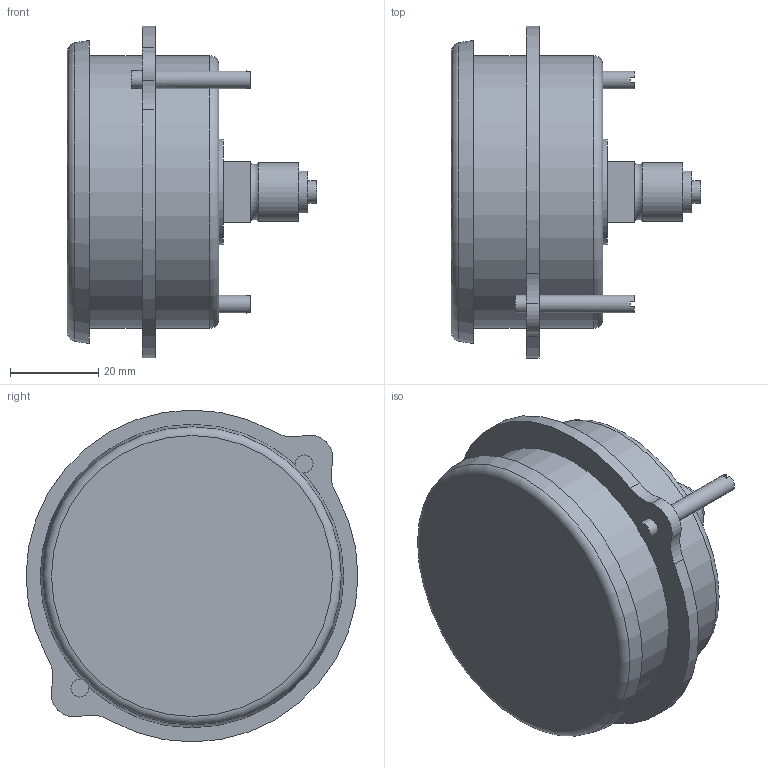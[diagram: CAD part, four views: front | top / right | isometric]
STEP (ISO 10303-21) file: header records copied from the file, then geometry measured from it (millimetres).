
FILE_DESCRIPTION(/* description */ ('STEP AP214'),/* implementation_level */ '2;1');
FILE_NAME(/* name */ '225783_FMA-63-025-C',/* time_stamp */ '2024-08-28T14:44:58+02:00',/* author */ ('License CC BY-ND 4.0'),/* organization */ ('CADENAS'),/* preprocessor_version */ 'ST-DEVELOPER v19.3',/* originating_system */ 'PARTsolutions',/* authorisation */ ' ');
FILE_SCHEMA (('AUTOMOTIVE_DESIGN {1 0 10303 214 3 1 1}'));
Length unit declared in the file: millimetre
Products named in the file (1): 225783 FMA-63-0_25-C
Bounding box: 56.5 x 75.27 x 75.27 mm (x, y, z)
Volume: 114161 mm3; surface area: 18580.2 mm2
Topology: 1 solids, 1 shells, 48 faces, 101 edges, 67 vertices
Faces by surface type: plane 26, cylinder 18, torus 3, cone 1
Full cylindrical faces by diameter (mm): 4 x4, 5 x1, 9.5 x1, 13.157 x1, 24 x1, 61.8 x2
Entity records: 1228 total; most frequent: DIRECTION 228, CARTESIAN_POINT 195, ORIENTED_EDGE 166, AXIS2_PLACEMENT_3D 96, EDGE_CURVE 83, EDGE_LOOP 74, FACE_BOUND 74, VERTEX_POINT 63
